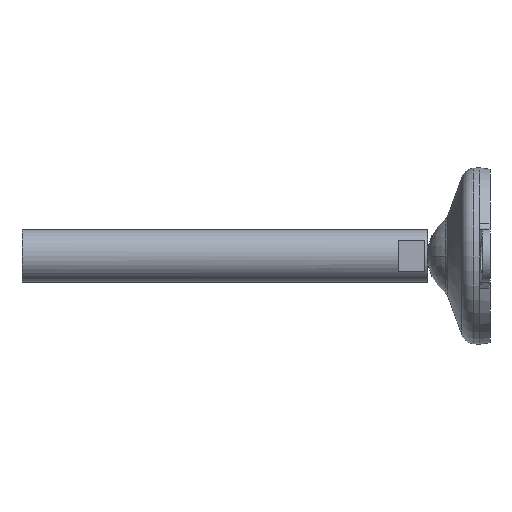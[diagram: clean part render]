
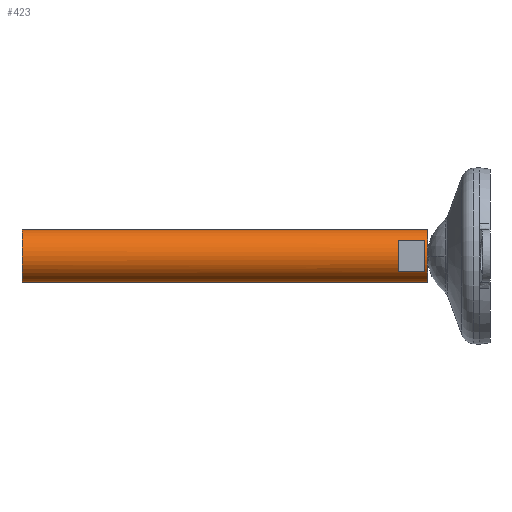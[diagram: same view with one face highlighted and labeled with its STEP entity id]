
A CAD part, left-side view. The second image highlights one B-rep face of the part: STEP entity #423.
In plain terms, the highlighted cylindrical face has radius 15 mm (diameter 30 mm), a partial arc.
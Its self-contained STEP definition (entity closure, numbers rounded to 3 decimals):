
#2 = VERTEX_POINT ( 'NONE', #980 ) ;
#15 = DIRECTION ( 'NONE',  ( 0., 0., -1. ) ) ;
#21 = EDGE_CURVE ( 'NONE', #88, #662, #1114, .T. ) ;
#56 = CARTESIAN_POINT ( 'NONE',  ( -12., 37., -9. ) ) ;
#88 = VERTEX_POINT ( 'NONE', #300 ) ;
#90 = CARTESIAN_POINT ( 'NONE',  ( -12., 0., 9. ) ) ;
#119 = ORIENTED_EDGE ( 'NONE', *, *, #879, .T. ) ;
#143 = VERTEX_POINT ( 'NONE', #873 ) ;
#154 = DIRECTION ( 'NONE',  ( 0., -1., 0. ) ) ;
#163 = VECTOR ( 'NONE', #543, 1000. ) ;
#191 = LINE ( 'NONE', #663, #163 ) ;
#291 = EDGE_CURVE ( 'NONE', #1046, #2, #991, .T. ) ;
#300 = CARTESIAN_POINT ( 'NONE',  ( 0., 265., -15. ) ) ;
#305 = CYLINDRICAL_SURFACE ( 'NONE', #1402, 15. ) ;
#311 = DIRECTION ( 'NONE',  ( 0., 0., -1. ) ) ;
#356 = AXIS2_PLACEMENT_3D ( 'NONE', #710, #1321, #703 ) ;
#388 = ORIENTED_EDGE ( 'NONE', *, *, #716, .T. ) ;
#398 = CARTESIAN_POINT ( 'NONE',  ( -12., 52., -9. ) ) ;
#423 = ADVANCED_FACE ( 'NONE', ( #1255, #900 ), #305, .T. ) ;
#434 = ORIENTED_EDGE ( 'NONE', *, *, #535, .F. ) ;
#435 = CARTESIAN_POINT ( 'NONE',  ( 0., 265., 15. ) ) ;
#443 = DIRECTION ( 'NONE',  ( 0., -1., 0. ) ) ;
#499 = CARTESIAN_POINT ( 'NONE',  ( 0., 35.5, -15. ) ) ;
#520 = ORIENTED_EDGE ( 'NONE', *, *, #692, .T. ) ;
#525 = CIRCLE ( 'NONE', #872, 15. ) ;
#535 = EDGE_CURVE ( 'NONE', #955, #587, #624, .T. ) ;
#543 = DIRECTION ( 'NONE',  ( 0., 1., 0. ) ) ;
#587 = VERTEX_POINT ( 'NONE', #1054 ) ;
#624 = LINE ( 'NONE', #886, #871 ) ;
#626 = DIRECTION ( 'NONE',  ( 0., -1., 0. ) ) ;
#627 = CIRCLE ( 'NONE', #1497, 15. ) ;
#651 = VECTOR ( 'NONE', #443, 1000. ) ;
#662 = VERTEX_POINT ( 'NONE', #499 ) ;
#663 = CARTESIAN_POINT ( 'NONE',  ( -12., 0., -9. ) ) ;
#692 = EDGE_CURVE ( 'NONE', #143, #775, #1247, .T. ) ;
#703 = DIRECTION ( 'NONE',  ( 0., 0., 1. ) ) ;
#710 = CARTESIAN_POINT ( 'NONE',  ( 0., 52., 0. ) ) ;
#716 = EDGE_CURVE ( 'NONE', #955, #88, #525, .T. ) ;
#775 = VERTEX_POINT ( 'NONE', #56 ) ;
#777 = AXIS2_PLACEMENT_3D ( 'NONE', #967, #154, #1309 ) ;
#792 = DIRECTION ( 'NONE',  ( 0., -1., 0. ) ) ;
#806 = LINE ( 'NONE', #90, #651 ) ;
#816 = EDGE_LOOP ( 'NONE', ( #119, #854, #1509, #520 ) ) ;
#840 = EDGE_CURVE ( 'NONE', #587, #662, #627, .T. ) ;
#854 = ORIENTED_EDGE ( 'NONE', *, *, #291, .T. ) ;
#871 = VECTOR ( 'NONE', #792, 1000. ) ;
#872 = AXIS2_PLACEMENT_3D ( 'NONE', #1344, #1469, #15 ) ;
#873 = CARTESIAN_POINT ( 'NONE',  ( -12., 37., 9. ) ) ;
#879 = EDGE_CURVE ( 'NONE', #775, #1046, #191, .T. ) ;
#881 = CARTESIAN_POINT ( 'NONE',  ( 0., 0., -15. ) ) ;
#886 = CARTESIAN_POINT ( 'NONE',  ( 0., 0., 15. ) ) ;
#900 = FACE_BOUND ( 'NONE', #816, .T. ) ;
#955 = VERTEX_POINT ( 'NONE', #435 ) ;
#967 = CARTESIAN_POINT ( 'NONE',  ( 0., 37., 0. ) ) ;
#980 = CARTESIAN_POINT ( 'NONE',  ( -12., 52., 9. ) ) ;
#991 = CIRCLE ( 'NONE', #356, 15. ) ;
#999 = DIRECTION ( 'NONE',  ( 0., -1., 0. ) ) ;
#1004 = DIRECTION ( 'NONE',  ( 0., 0., -1. ) ) ;
#1046 = VERTEX_POINT ( 'NONE', #398 ) ;
#1054 = CARTESIAN_POINT ( 'NONE',  ( 0., 35.5, 15. ) ) ;
#1114 = LINE ( 'NONE', #881, #1523 ) ;
#1138 = CARTESIAN_POINT ( 'NONE',  ( 0., 35.5, 0. ) ) ;
#1157 = ORIENTED_EDGE ( 'NONE', *, *, #840, .F. ) ;
#1233 = DIRECTION ( 'NONE',  ( 0., -1., 0. ) ) ;
#1247 = CIRCLE ( 'NONE', #777, 15. ) ;
#1255 = FACE_OUTER_BOUND ( 'NONE', #1262, .T. ) ;
#1262 = EDGE_LOOP ( 'NONE', ( #434, #388, #1308, #1157 ) ) ;
#1308 = ORIENTED_EDGE ( 'NONE', *, *, #21, .T. ) ;
#1309 = DIRECTION ( 'NONE',  ( 0., 0., -1. ) ) ;
#1321 = DIRECTION ( 'NONE',  ( 0., 1., 0. ) ) ;
#1344 = CARTESIAN_POINT ( 'NONE',  ( 0., 265., 0. ) ) ;
#1402 = AXIS2_PLACEMENT_3D ( 'NONE', #1494, #999, #1004 ) ;
#1469 = DIRECTION ( 'NONE',  ( 0., -1., 0. ) ) ;
#1494 = CARTESIAN_POINT ( 'NONE',  ( 0., 0., 0. ) ) ;
#1497 = AXIS2_PLACEMENT_3D ( 'NONE', #1138, #1233, #311 ) ;
#1500 = EDGE_CURVE ( 'NONE', #2, #143, #806, .T. ) ;
#1509 = ORIENTED_EDGE ( 'NONE', *, *, #1500, .T. ) ;
#1523 = VECTOR ( 'NONE', #626, 1000. ) ;
